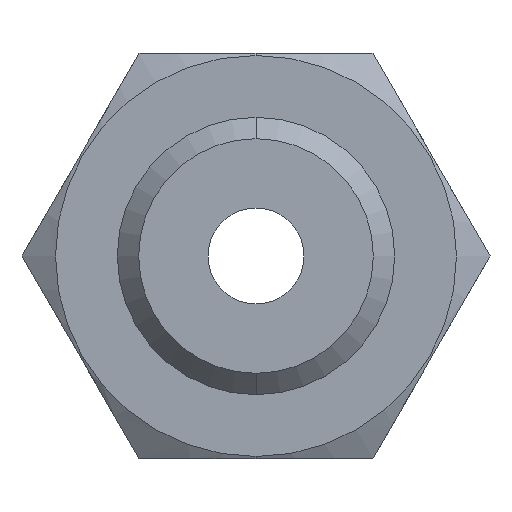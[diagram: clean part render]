
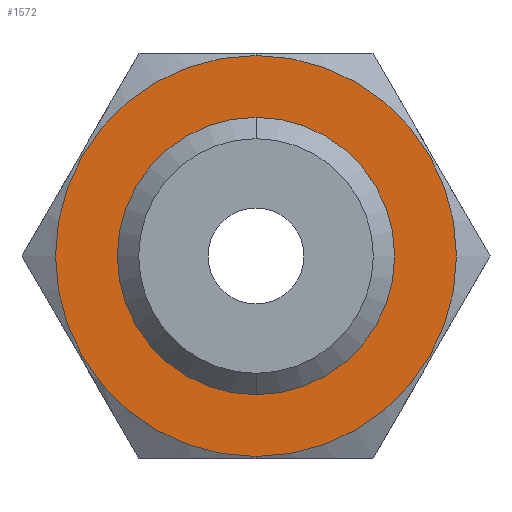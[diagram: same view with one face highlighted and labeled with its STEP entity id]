
A CAD part, front view. The second image highlights one B-rep face of the part: STEP entity #1572.
In plain terms, the highlighted planar face has unit normal (0, -1, 0).
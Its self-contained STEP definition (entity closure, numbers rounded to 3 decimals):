
#4 = ORIENTED_EDGE ( 'NONE', *, *, #1585, .T. ) ;
#6 = ORIENTED_EDGE ( 'NONE', *, *, #1323, .T. ) ;
#8 = ORIENTED_EDGE ( 'NONE', *, *, #1321, .F. ) ;
#10 = ORIENTED_EDGE ( 'NONE', *, *, #1576, .F. ) ;
#208 = FACE_OUTER_BOUND ( 'NONE', #949, .T. ) ;
#211 = FACE_BOUND ( 'NONE', #1033, .T. ) ;
#270 = AXIS2_PLACEMENT_3D ( 'NONE', #441, #443, #438 ) ;
#339 = DIRECTION ( 'NONE',  ( 0., 0., -1. ) ) ;
#340 = DIRECTION ( 'NONE',  ( 0., -1., 0. ) ) ;
#341 = DIRECTION ( 'NONE',  ( 0., -1., 0. ) ) ;
#342 = CARTESIAN_POINT ( 'NONE',  ( 0., 10., 0. ) ) ;
#343 = DIRECTION ( 'NONE',  ( 0., 0., -1. ) ) ;
#354 = PLANE ( 'NONE',  #571 ) ;
#355 = CARTESIAN_POINT ( 'NONE',  ( 9.4, 10., 0. ) ) ;
#438 = DIRECTION ( 'NONE',  ( 0., 0., -1. ) ) ;
#441 = CARTESIAN_POINT ( 'NONE',  ( 0., 10., 0. ) ) ;
#443 = DIRECTION ( 'NONE',  ( 0., -1., 0. ) ) ;
#566 = CIRCLE ( 'NONE', #659, 6.5 ) ;
#571 = AXIS2_PLACEMENT_3D ( 'NONE', #355, #340, #339 ) ;
#575 = AXIS2_PLACEMENT_3D ( 'NONE', #342, #341, #343 ) ;
#577 = CIRCLE ( 'NONE', #575, 6.5 ) ;
#642 = CIRCLE ( 'NONE', #687, 9.4 ) ;
#646 = CIRCLE ( 'NONE', #270, 9.4 ) ;
#659 = AXIS2_PLACEMENT_3D ( 'NONE', #1402, #1428, #1431 ) ;
#687 = AXIS2_PLACEMENT_3D ( 'NONE', #1154, #1153, #1164 ) ;
#746 = CARTESIAN_POINT ( 'NONE',  ( 0., 10., -9.4 ) ) ;
#749 = CARTESIAN_POINT ( 'NONE',  ( 0., 10., 9.4 ) ) ;
#754 = CARTESIAN_POINT ( 'NONE',  ( 0., 10., -6.5 ) ) ;
#756 = CARTESIAN_POINT ( 'NONE',  ( 0., 10., 6.5 ) ) ;
#949 = EDGE_LOOP ( 'NONE', ( #4, #6 ) ) ;
#1033 = EDGE_LOOP ( 'NONE', ( #10, #8 ) ) ;
#1153 = DIRECTION ( 'NONE',  ( 0., -1., 0. ) ) ;
#1154 = CARTESIAN_POINT ( 'NONE',  ( 0., 10., 0. ) ) ;
#1164 = DIRECTION ( 'NONE',  ( 0., 0., -1. ) ) ;
#1321 = EDGE_CURVE ( 'NONE', #1446, #1448, #566, .T. ) ;
#1323 = EDGE_CURVE ( 'NONE', #1455, #1459, #642, .T. ) ;
#1402 = CARTESIAN_POINT ( 'NONE',  ( 0., 10., 0. ) ) ;
#1428 = DIRECTION ( 'NONE',  ( 0., -1., 0. ) ) ;
#1431 = DIRECTION ( 'NONE',  ( 0., 0., -1. ) ) ;
#1446 = VERTEX_POINT ( 'NONE', #756 ) ;
#1448 = VERTEX_POINT ( 'NONE', #754 ) ;
#1455 = VERTEX_POINT ( 'NONE', #749 ) ;
#1459 = VERTEX_POINT ( 'NONE', #746 ) ;
#1572 = ADVANCED_FACE ( 'NONE', ( #208, #211 ), #354, .T. ) ;
#1576 = EDGE_CURVE ( 'NONE', #1448, #1446, #577, .T. ) ;
#1585 = EDGE_CURVE ( 'NONE', #1459, #1455, #646, .T. ) ;
